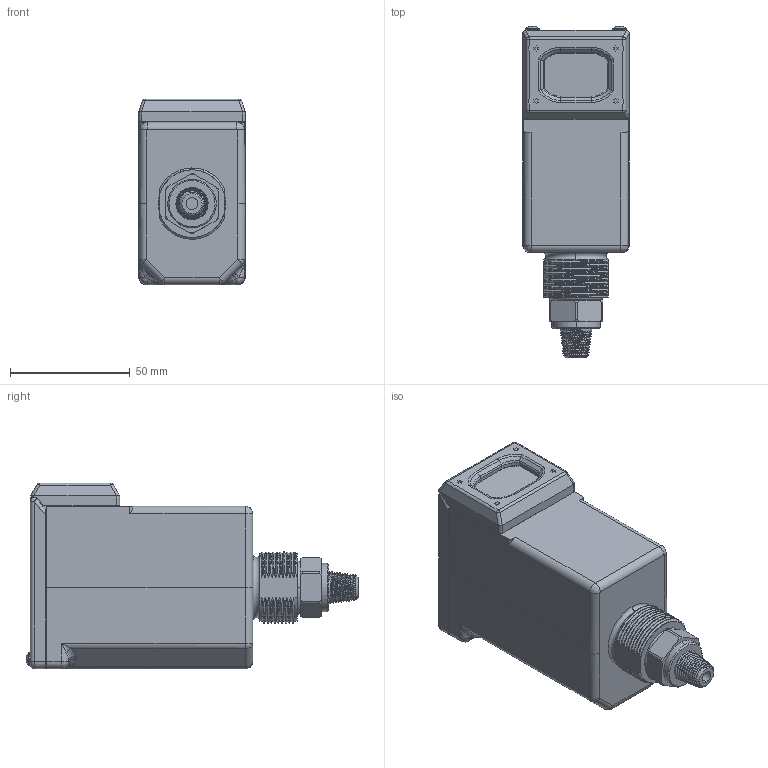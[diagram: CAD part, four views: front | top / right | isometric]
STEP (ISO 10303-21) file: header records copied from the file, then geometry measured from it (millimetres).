
FILE_DESCRIPTION((''),'2;1');
FILE_NAME('243254_SP01_ASM','2024-06-21T12:32:41',('banengservice'),('BANNER ENGINEERING'),'CREO PARAMETRIC BY PTC INC, 2022414','CREO PARAMETRIC BY PTC INC, 2022414','');
FILE_SCHEMA(('CONFIG_CONTROL_DESIGN'));
Length unit declared in the file: millimetre
Products named in the file (2): 243254_EP04; 243254_SP01_ASM
Assembly tree (1 placements, depth 2):
  243254_SP01_ASM
    243254_EP04
Bounding box: 44.45 x 138.88 x 77.7 mm (x, y, z)
Volume: 301526.6 mm3; surface area: 33142.7 mm2
Topology: 1 solids, 1 shells, 536 faces, 1447 edges, 924 vertices
Faces by surface type: plane 237, cylinder 112, bspline 95, cone 51, torus 22, sphere 19
Entity records: 29869 total; most frequent: CARTESIAN_POINT 17129, ORIENTED_EDGE 2882, DIRECTION 2292, EDGE_CURVE 1441, VERTEX_POINT 924, VECTOR 792, LINE 792, AXIS2_PLACEMENT_3D 750
